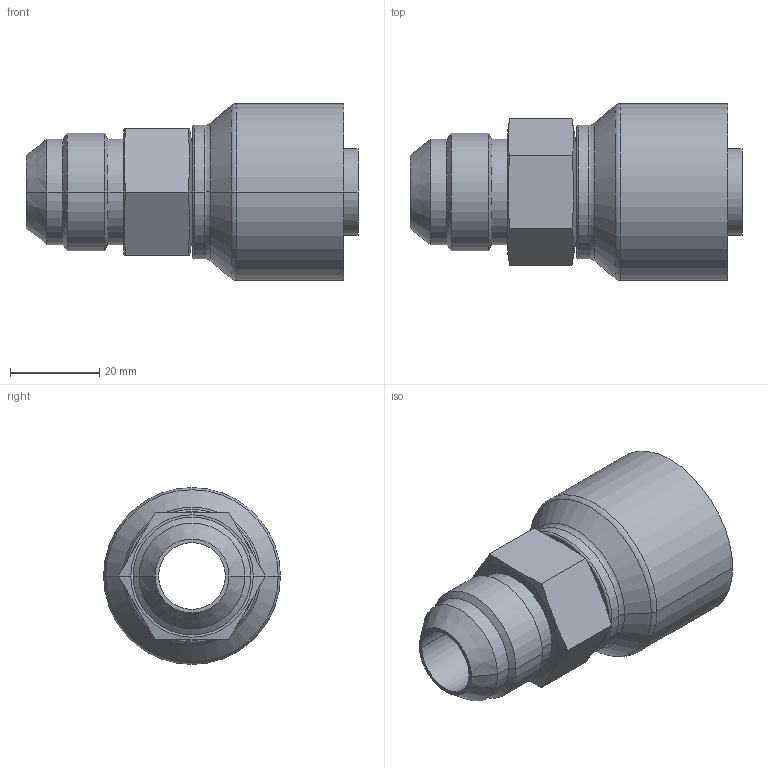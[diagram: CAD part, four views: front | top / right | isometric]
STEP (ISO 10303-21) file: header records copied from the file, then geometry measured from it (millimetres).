
FILE_DESCRIPTION((''),'2;1');
FILE_NAME('1AA12MJ12_ASM','2008-11-25T',('E5251955'),('Eaton Hydraulics Inc.'),'PRO/ENGINEER BY PARAMETRIC TECHNOLOGY CORPORATION, 2005170','PRO/ENGINEER BY PARAMETRIC TECHNOLOGY CORPORATION, 2005170','');
FILE_SCHEMA(('CONFIG_CONTROL_DESIGN'));
Length unit declared in the file: millimetre
Products named in the file (3): 1SA12MJ12; 1A12_ORIGINAL_CRIMP; 1AA12MJ12_ASM
Assembly tree (2 placements, depth 2):
  1AA12MJ12_ASM
    1SA12MJ12
    1A12_ORIGINAL_CRIMP
Bounding box: 74.55 x 39.7 x 39.7 mm (x, y, z)
Volume: 26041.3 mm3; surface area: 19209.5 mm2
Topology: 2 solids, 2 shells, 62 faces, 128 edges, 74 vertices
Faces by surface type: cylinder 24, cone 18, plane 14, torus 6
Entity records: 1801 total; most frequent: CARTESIAN_POINT 365, DIRECTION 318, ORIENTED_EDGE 256, AXIS2_PLACEMENT_3D 135, EDGE_CURVE 128, VERTEX_POINT 74, EDGE_LOOP 70, CIRCLE 68
